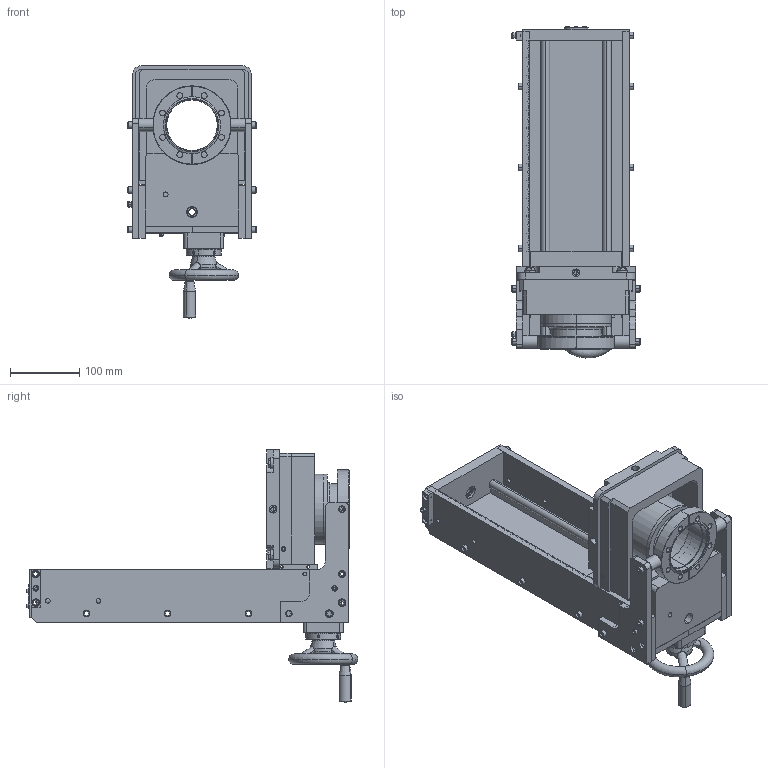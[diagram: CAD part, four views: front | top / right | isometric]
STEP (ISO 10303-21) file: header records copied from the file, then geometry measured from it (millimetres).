
FILE_DESCRIPTION (( 'STEP AP214' ), '1' );
FILE_NAME ('ZA4512, TOP TAPPED 450, BOTTOM THRU 450b, MANUAL.STEP', '2024-03-14T16:08:13', ( 'Setup User' ), ( '' ), 'SwSTEP 2.0', 'SolidWorks 2022', '' );
FILE_SCHEMA (( 'AUTOMOTIVE_DESIGN' ));
Length unit declared in the file: inch
Products named in the file (1): ZA4512, TOP TAPPED 450, BOTTOM THRU 450b, MANUAL
Bounding box: 185.47 x 479.36 x 364.44 mm (x, y, z)
Surface area: 717624.7 mm2 (no closed solid volume)
Topology: 0 solids, 109 shells, 882 faces, 4025 edges, 3098 vertices
Faces by surface type: plane 481, cylinder 277, cone 102, torus 8, sphere 7, bspline 7
Entity records: 56950 total; most frequent: CARTESIAN_POINT 13088, DIRECTION 6654, ORIENTED_EDGE 5768, EDGE_CURVE 4021, VERTEX_POINT 3096, LINE 2628, VECTOR 2628, AXIS2_PLACEMENT_3D 2013
